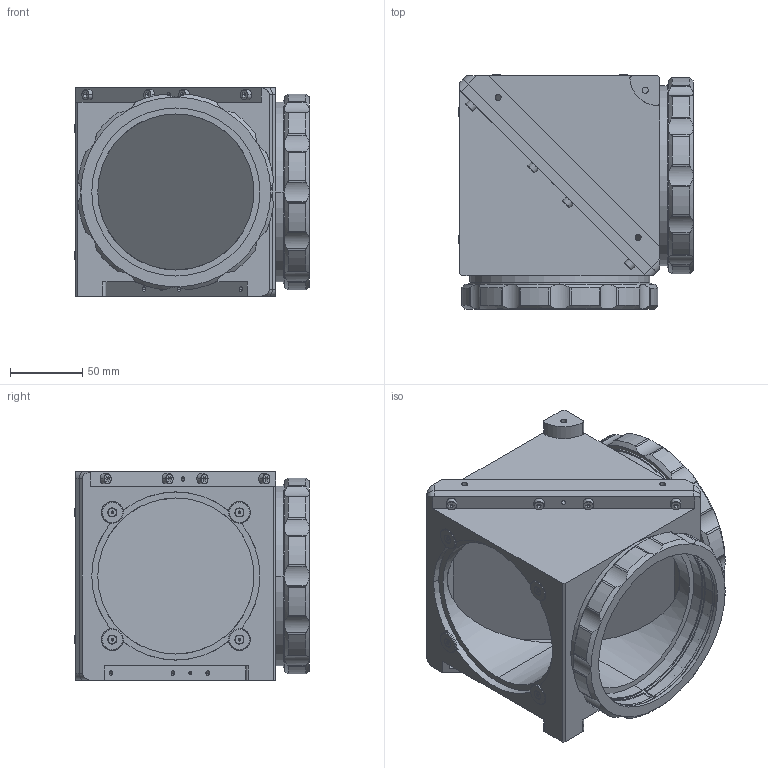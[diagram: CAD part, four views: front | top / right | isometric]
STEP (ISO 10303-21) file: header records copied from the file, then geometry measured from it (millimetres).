
FILE_DESCRIPTION (( 'STEP AP203' ), '1' );
FILE_NAME ('DP22436 -A_CMBS080.step', '2021-11-29T08:07:50', ( '' ), ( '' ), 'SwSTEP 2.0', 'SolidWorks 2021', '' );
FILE_SCHEMA (( 'CONFIG_CONTROL_DESIGN' ));
Length unit declared in the file: millimetre
Products named in the file (1): DP22436 -A_CMBS080
Bounding box: 161.61 x 161.61 x 144 mm (x, y, z)
Surface area: 269667.8 mm2 (no closed solid volume)
Topology: 0 solids, 48 shells, 583 faces, 1688 edges, 1122 vertices
Faces by surface type: cylinder 298, plane 149, cone 120, torus 16
Entity records: 20589 total; most frequent: CARTESIAN_POINT 5424, DIRECTION 3239, ORIENTED_EDGE 2892, EDGE_CURVE 1656, AXIS2_PLACEMENT_3D 1249, VERTEX_POINT 1122, VECTOR 741, LINE 741
